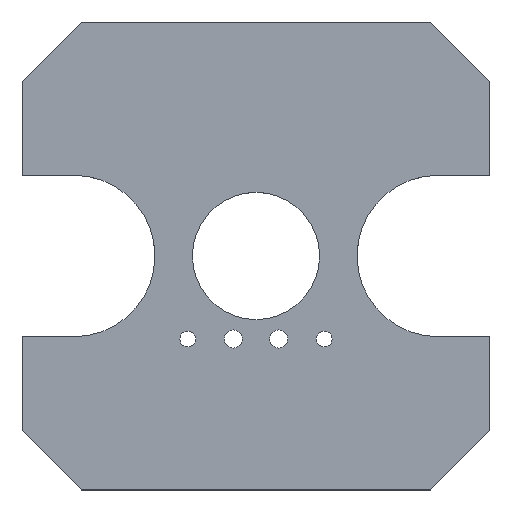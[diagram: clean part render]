
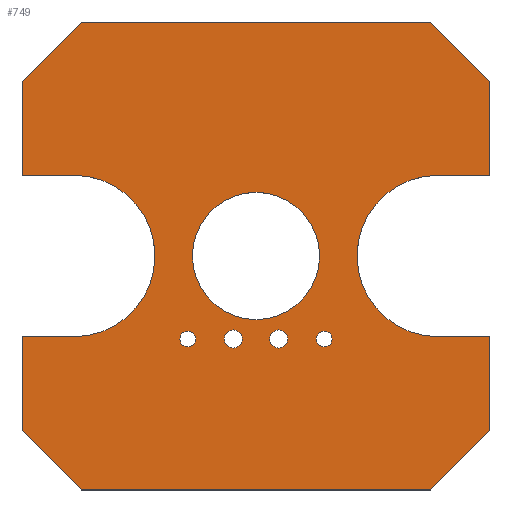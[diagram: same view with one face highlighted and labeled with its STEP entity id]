
A CAD part, top view. The second image highlights one B-rep face of the part: STEP entity #749.
In plain terms, the highlighted planar face has unit normal (0, 0, 1).
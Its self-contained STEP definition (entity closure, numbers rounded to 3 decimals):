
#52 = VERTEX_POINT('',#53);
#53 = CARTESIAN_POINT('',(-10.3,-7.7,1.));
#59 = EDGE_CURVE('',#52,#60,#62,.T.);
#60 = VERTEX_POINT('',#61);
#61 = CARTESIAN_POINT('',(-7.7,-10.3,1.));
#62 = LINE('',#63,#64);
#63 = CARTESIAN_POINT('',(-10.3,-7.7,1.));
#64 = VECTOR('',#65,1.);
#65 = DIRECTION('',(0.707,-0.707,0.));
#90 = EDGE_CURVE('',#60,#91,#93,.T.);
#91 = VERTEX_POINT('',#92);
#92 = CARTESIAN_POINT('',(7.7,-10.3,1.));
#93 = LINE('',#94,#95);
#94 = CARTESIAN_POINT('',(-7.7,-10.3,1.));
#95 = VECTOR('',#96,1.);
#96 = DIRECTION('',(1.,0.,0.));
#121 = EDGE_CURVE('',#91,#122,#124,.T.);
#122 = VERTEX_POINT('',#123);
#123 = CARTESIAN_POINT('',(10.3,-7.7,1.));
#124 = LINE('',#125,#126);
#125 = CARTESIAN_POINT('',(7.7,-10.3,1.));
#126 = VECTOR('',#127,1.);
#127 = DIRECTION('',(0.707,0.707,0.));
#152 = EDGE_CURVE('',#122,#153,#155,.T.);
#153 = VERTEX_POINT('',#154);
#154 = CARTESIAN_POINT('',(10.3,-3.55,1.));
#155 = LINE('',#156,#157);
#156 = CARTESIAN_POINT('',(10.3,-7.7,1.));
#157 = VECTOR('',#158,1.);
#158 = DIRECTION('',(0.,1.,0.));
#183 = EDGE_CURVE('',#153,#184,#186,.T.);
#184 = VERTEX_POINT('',#185);
#185 = CARTESIAN_POINT('',(8.,-3.55,1.));
#186 = LINE('',#187,#188);
#187 = CARTESIAN_POINT('',(10.3,-3.55,1.));
#188 = VECTOR('',#189,1.);
#189 = DIRECTION('',(-1.,0.,0.));
#214 = EDGE_CURVE('',#184,#215,#217,.T.);
#215 = VERTEX_POINT('',#216);
#216 = CARTESIAN_POINT('',(8.,3.55,1.));
#217 = CIRCLE('',#218,3.55);
#218 = AXIS2_PLACEMENT_3D('',#219,#220,#221);
#219 = CARTESIAN_POINT('',(8.,0.,1.
    ));
#220 = DIRECTION('',(0.,0.,-1.));
#221 = DIRECTION('',(0.,-1.,0.));
#247 = EDGE_CURVE('',#215,#248,#250,.T.);
#248 = VERTEX_POINT('',#249);
#249 = CARTESIAN_POINT('',(10.3,3.55,1.));
#250 = LINE('',#251,#252);
#251 = CARTESIAN_POINT('',(8.,3.55,1.));
#252 = VECTOR('',#253,1.);
#253 = DIRECTION('',(1.,0.,0.));
#278 = EDGE_CURVE('',#248,#279,#281,.T.);
#279 = VERTEX_POINT('',#280);
#280 = CARTESIAN_POINT('',(10.3,7.7,1.));
#281 = LINE('',#282,#283);
#282 = CARTESIAN_POINT('',(10.3,3.55,1.));
#283 = VECTOR('',#284,1.);
#284 = DIRECTION('',(0.,1.,0.));
#309 = EDGE_CURVE('',#279,#310,#312,.T.);
#310 = VERTEX_POINT('',#311);
#311 = CARTESIAN_POINT('',(7.7,10.3,1.));
#312 = LINE('',#313,#314);
#313 = CARTESIAN_POINT('',(10.3,7.7,1.));
#314 = VECTOR('',#315,1.);
#315 = DIRECTION('',(-0.707,0.707,0.));
#340 = EDGE_CURVE('',#310,#341,#343,.T.);
#341 = VERTEX_POINT('',#342);
#342 = CARTESIAN_POINT('',(-7.7,10.3,1.));
#343 = LINE('',#344,#345);
#344 = CARTESIAN_POINT('',(7.7,10.3,1.));
#345 = VECTOR('',#346,1.);
#346 = DIRECTION('',(-1.,0.,0.));
#371 = EDGE_CURVE('',#341,#372,#374,.T.);
#372 = VERTEX_POINT('',#373);
#373 = CARTESIAN_POINT('',(-10.3,7.7,1.));
#374 = LINE('',#375,#376);
#375 = CARTESIAN_POINT('',(-7.7,10.3,1.));
#376 = VECTOR('',#377,1.);
#377 = DIRECTION('',(-0.707,-0.707,0.));
#402 = EDGE_CURVE('',#372,#403,#405,.T.);
#403 = VERTEX_POINT('',#404);
#404 = CARTESIAN_POINT('',(-10.3,3.55,1.));
#405 = LINE('',#406,#407);
#406 = CARTESIAN_POINT('',(-10.3,7.7,1.));
#407 = VECTOR('',#408,1.);
#408 = DIRECTION('',(0.,-1.,0.));
#433 = EDGE_CURVE('',#403,#434,#436,.T.);
#434 = VERTEX_POINT('',#435);
#435 = CARTESIAN_POINT('',(-8.,3.55,1.));
#436 = LINE('',#437,#438);
#437 = CARTESIAN_POINT('',(-10.3,3.55,1.));
#438 = VECTOR('',#439,1.);
#439 = DIRECTION('',(1.,0.,0.));
#464 = EDGE_CURVE('',#434,#465,#467,.T.);
#465 = VERTEX_POINT('',#466);
#466 = CARTESIAN_POINT('',(-8.,-3.55,1.));
#467 = CIRCLE('',#468,3.55);
#468 = AXIS2_PLACEMENT_3D('',#469,#470,#471);
#469 = CARTESIAN_POINT('',(-8.,0.,1.
    ));
#470 = DIRECTION('',(0.,0.,-1.));
#471 = DIRECTION('',(0.,1.,0.));
#497 = EDGE_CURVE('',#465,#498,#500,.T.);
#498 = VERTEX_POINT('',#499);
#499 = CARTESIAN_POINT('',(-10.3,-3.55,1.));
#500 = LINE('',#501,#502);
#501 = CARTESIAN_POINT('',(-8.,-3.55,1.));
#502 = VECTOR('',#503,1.);
#503 = DIRECTION('',(-1.,0.,0.));
#528 = EDGE_CURVE('',#498,#52,#529,.T.);
#529 = LINE('',#530,#531);
#530 = CARTESIAN_POINT('',(-10.3,-3.55,1.));
#531 = VECTOR('',#532,1.);
#532 = DIRECTION('',(0.,-1.,0.));
#552 = VERTEX_POINT('',#553);
#553 = CARTESIAN_POINT('',(-2.65,-3.656,1.));
#559 = EDGE_CURVE('',#552,#552,#560,.T.);
#560 = CIRCLE('',#561,0.35);
#561 = AXIS2_PLACEMENT_3D('',#562,#563,#564);
#562 = CARTESIAN_POINT('',(-3.,-3.656,1.));
#563 = DIRECTION('',(0.,0.,1.));
#564 = DIRECTION('',(1.,0.,0.));
#585 = VERTEX_POINT('',#586);
#586 = CARTESIAN_POINT('',(2.8,0.,1.));
#592 = EDGE_CURVE('',#585,#585,#593,.T.);
#593 = CIRCLE('',#594,2.8);
#594 = AXIS2_PLACEMENT_3D('',#595,#596,#597);
#595 = CARTESIAN_POINT('',(0.,0.,1.));
#596 = DIRECTION('',(0.,0.,1.));
#597 = DIRECTION('',(1.,0.,0.));
#618 = VERTEX_POINT('',#619);
#619 = CARTESIAN_POINT('',(-0.6,-3.656,1.));
#625 = EDGE_CURVE('',#618,#618,#626,.T.);
#626 = CIRCLE('',#627,0.4);
#627 = AXIS2_PLACEMENT_3D('',#628,#629,#630);
#628 = CARTESIAN_POINT('',(-1.,-3.656,1.));
#629 = DIRECTION('',(0.,0.,1.));
#630 = DIRECTION('',(1.,0.,0.));
#651 = VERTEX_POINT('',#652);
#652 = CARTESIAN_POINT('',(1.4,-3.656,1.));
#658 = EDGE_CURVE('',#651,#651,#659,.T.);
#659 = CIRCLE('',#660,0.4);
#660 = AXIS2_PLACEMENT_3D('',#661,#662,#663);
#661 = CARTESIAN_POINT('',(1.,-3.656,1.));
#662 = DIRECTION('',(0.,0.,1.));
#663 = DIRECTION('',(1.,0.,0.));
#684 = VERTEX_POINT('',#685);
#685 = CARTESIAN_POINT('',(3.35,-3.656,1.));
#691 = EDGE_CURVE('',#684,#684,#692,.T.);
#692 = CIRCLE('',#693,0.35);
#693 = AXIS2_PLACEMENT_3D('',#694,#695,#696);
#694 = CARTESIAN_POINT('',(3.,-3.656,1.));
#695 = DIRECTION('',(0.,0.,1.));
#696 = DIRECTION('',(1.,0.,0.));
#749 = ADVANCED_FACE('',(#750,#768,#771,#774,#777,#780),#783,.F.);
#750 = FACE_BOUND('',#751,.T.);
#751 = EDGE_LOOP('',(#752,#753,#754,#755,#756,#757,#758,#759,#760,#761,
    #762,#763,#764,#765,#766,#767));
#752 = ORIENTED_EDGE('',*,*,#59,.T.);
#753 = ORIENTED_EDGE('',*,*,#90,.T.);
#754 = ORIENTED_EDGE('',*,*,#121,.T.);
#755 = ORIENTED_EDGE('',*,*,#152,.T.);
#756 = ORIENTED_EDGE('',*,*,#183,.T.);
#757 = ORIENTED_EDGE('',*,*,#214,.T.);
#758 = ORIENTED_EDGE('',*,*,#247,.T.);
#759 = ORIENTED_EDGE('',*,*,#278,.T.);
#760 = ORIENTED_EDGE('',*,*,#309,.T.);
#761 = ORIENTED_EDGE('',*,*,#340,.T.);
#762 = ORIENTED_EDGE('',*,*,#371,.T.);
#763 = ORIENTED_EDGE('',*,*,#402,.T.);
#764 = ORIENTED_EDGE('',*,*,#433,.T.);
#765 = ORIENTED_EDGE('',*,*,#464,.T.);
#766 = ORIENTED_EDGE('',*,*,#497,.T.);
#767 = ORIENTED_EDGE('',*,*,#528,.T.);
#768 = FACE_BOUND('',#769,.F.);
#769 = EDGE_LOOP('',(#770));
#770 = ORIENTED_EDGE('',*,*,#559,.T.);
#771 = FACE_BOUND('',#772,.F.);
#772 = EDGE_LOOP('',(#773));
#773 = ORIENTED_EDGE('',*,*,#592,.T.);
#774 = FACE_BOUND('',#775,.F.);
#775 = EDGE_LOOP('',(#776));
#776 = ORIENTED_EDGE('',*,*,#625,.T.);
#777 = FACE_BOUND('',#778,.F.);
#778 = EDGE_LOOP('',(#779));
#779 = ORIENTED_EDGE('',*,*,#658,.T.);
#780 = FACE_BOUND('',#781,.F.);
#781 = EDGE_LOOP('',(#782));
#782 = ORIENTED_EDGE('',*,*,#691,.T.);
#783 = PLANE('',#784);
#784 = AXIS2_PLACEMENT_3D('',#785,#786,#787);
#785 = CARTESIAN_POINT('',(-10.3,-7.7,1.));
#786 = DIRECTION('',(0.,0.,-1.));
#787 = DIRECTION('',(-1.,0.,0.));
